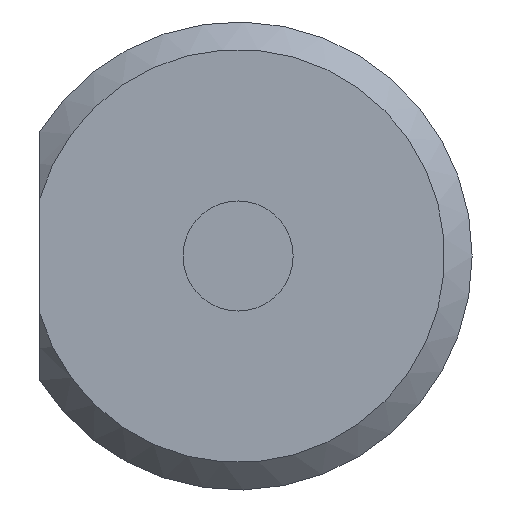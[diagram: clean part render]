
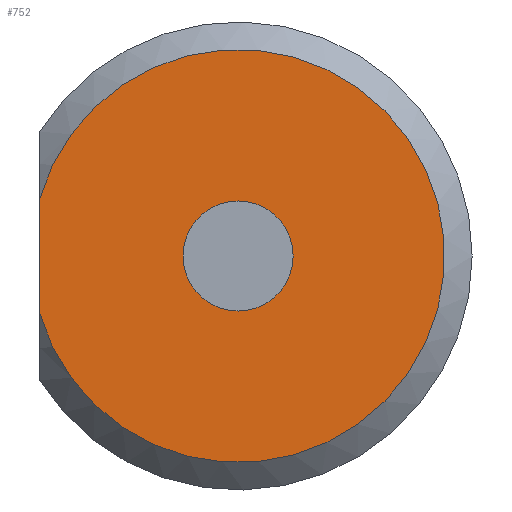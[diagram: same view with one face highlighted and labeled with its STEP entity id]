
A CAD part, left-side view. The second image highlights one B-rep face of the part: STEP entity #752.
In plain terms, the highlighted planar face has unit normal (-1, 0, 0).
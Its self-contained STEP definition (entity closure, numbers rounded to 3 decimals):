
#30=LINE('',#1024,#46);
#46=VECTOR('',#863,1000.);
#90=PLANE('',#800);
#140=ORIENTED_EDGE('',*,*,#243,.F.);
#141=ORIENTED_EDGE('',*,*,#266,.T.);
#142=ORIENTED_EDGE('',*,*,#258,.T.);
#243=EDGE_CURVE('',#306,#306,#354,.T.);
#258=EDGE_CURVE('',#317,#321,#30,.T.);
#266=EDGE_CURVE('',#321,#317,#358,.T.);
#306=VERTEX_POINT('',#960);
#317=VERTEX_POINT('',#1012);
#321=VERTEX_POINT('',#1023);
#354=CIRCLE('',#794,1.);
#358=CIRCLE('',#801,3.75);
#379=EDGE_LOOP('',(#140));
#380=EDGE_LOOP('',(#141,#142));
#436=FACE_BOUND('',#379,.T.);
#437=FACE_BOUND('',#380,.T.);
#752=ADVANCED_FACE('',(#436,#437),#90,.T.);
#794=AXIS2_PLACEMENT_3D('',#959,#848,#849);
#800=AXIS2_PLACEMENT_3D('',#1129,#864,#865);
#801=AXIS2_PLACEMENT_3D('',#1130,#866,#867);
#848=DIRECTION('',(-1.,0.,0.));
#849=DIRECTION('',(0.,0.,1.));
#863=DIRECTION('',(0.,0.,-1.));
#864=DIRECTION('',(-1.,0.,0.));
#865=DIRECTION('',(0.,0.,1.));
#866=DIRECTION('',(-1.,0.,0.));
#867=DIRECTION('',(0.,0.,1.));
#959=CARTESIAN_POINT('',(0.,0.,0.));
#960=CARTESIAN_POINT('',(0.,0.,1.));
#1012=CARTESIAN_POINT('',(0.,3.6,1.05));
#1023=CARTESIAN_POINT('',(0.,3.6,-1.05));
#1024=CARTESIAN_POINT('',(0.,3.6,0.));
#1129=CARTESIAN_POINT('',(0.,0.,0.));
#1130=CARTESIAN_POINT('',(0.,0.,0.));
